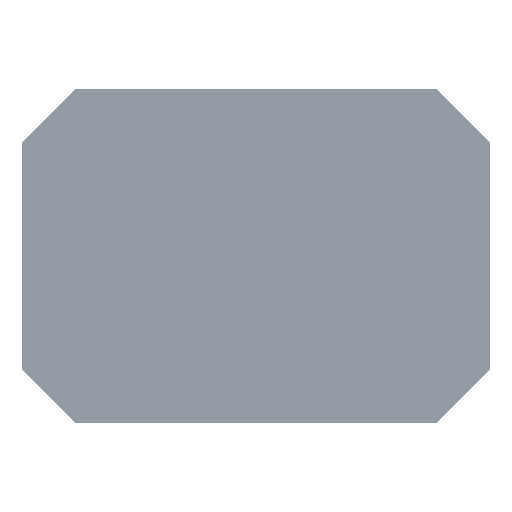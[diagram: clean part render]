
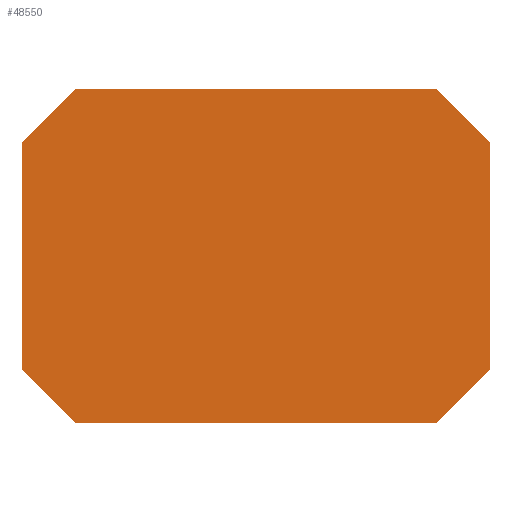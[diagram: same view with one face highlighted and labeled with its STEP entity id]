
A CAD part, front view. The second image highlights one B-rep face of the part: STEP entity #48550.
In plain terms, the highlighted planar face has unit normal (0, -1, 0).
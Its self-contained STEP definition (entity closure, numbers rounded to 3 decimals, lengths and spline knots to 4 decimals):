
#1534 = LINE ( 'NONE', #76957, #40716 ) ;
#1566 = VERTEX_POINT ( 'NONE', #33748 ) ;
#2607 = VERTEX_POINT ( 'NONE', #14966 ) ;
#9020 = ORIENTED_EDGE ( 'NONE', *, *, #13792, .F. ) ;
#12328 = VECTOR ( 'NONE', #89846, 39.3701 ) ;
#12772 = VECTOR ( 'NONE', #64312, 39.3701 ) ;
#13311 = CARTESIAN_POINT ( 'NONE',  ( -0.675, 0., -0.625 ) ) ;
#13792 = EDGE_CURVE ( 'NONE', #38681, #2607, #42355, .T. ) ;
#14498 = LINE ( 'NONE', #98246, #100803 ) ;
#14966 = CARTESIAN_POINT ( 'NONE',  ( 0.675, 0., 0.625 ) ) ;
#16337 = VECTOR ( 'NONE', #44571, 39.3701 ) ;
#17157 = CARTESIAN_POINT ( 'NONE',  ( 0.875, 0., -0.425 ) ) ;
#21518 = ORIENTED_EDGE ( 'NONE', *, *, #52887, .T. ) ;
#24572 = EDGE_CURVE ( 'NONE', #84749, #56754, #1534, .T. ) ;
#25831 = LINE ( 'NONE', #89529, #12772 ) ;
#26082 = PLANE ( 'NONE',  #77498 ) ;
#26933 = DIRECTION ( 'NONE',  ( 0., 0., -1. ) ) ;
#29167 = VECTOR ( 'NONE', #45126, 39.3701 ) ;
#29427 = CARTESIAN_POINT ( 'NONE',  ( 0.675, 0., -0.625 ) ) ;
#29889 = CARTESIAN_POINT ( 'NONE',  ( -0.875, 0., -0.625 ) ) ;
#30637 = VERTEX_POINT ( 'NONE', #29427 ) ;
#31907 = ORIENTED_EDGE ( 'NONE', *, *, #24572, .F. ) ;
#33748 = CARTESIAN_POINT ( 'NONE',  ( -0.875, 0., 0.425 ) ) ;
#38681 = VERTEX_POINT ( 'NONE', #59098 ) ;
#39465 = LINE ( 'NONE', #29889, #66888 ) ;
#40716 = VECTOR ( 'NONE', #26933, 39.3701 ) ;
#42355 = LINE ( 'NONE', #80789, #12328 ) ;
#44368 = LINE ( 'NONE', #91036, #86225 ) ;
#44571 = DIRECTION ( 'NONE',  ( 0., 0., 1. ) ) ;
#44953 = CARTESIAN_POINT ( 'NONE',  ( -0.875, 0., -0.625 ) ) ;
#45062 = LINE ( 'NONE', #44953, #16337 ) ;
#45126 = DIRECTION ( 'NONE',  ( -0.707, 0., -0.707 ) ) ;
#48550 = ADVANCED_FACE ( 'NONE', ( #86644 ), #26082, .F. ) ;
#52887 = EDGE_CURVE ( 'NONE', #30637, #56754, #44368, .T. ) ;
#56754 = VERTEX_POINT ( 'NONE', #17157 ) ;
#58487 = EDGE_CURVE ( 'NONE', #82198, #1566, #45062, .T. ) ;
#59098 = CARTESIAN_POINT ( 'NONE',  ( -0.675, 0., 0.625 ) ) ;
#59310 = DIRECTION ( 'NONE',  ( 0., 0., 1. ) ) ;
#62331 = EDGE_CURVE ( 'NONE', #82198, #107779, #14498, .T. ) ;
#62818 = ORIENTED_EDGE ( 'NONE', *, *, #62331, .T. ) ;
#64312 = DIRECTION ( 'NONE',  ( -0.707, 0., 0.707 ) ) ;
#66888 = VECTOR ( 'NONE', #72938, 39.3701 ) ;
#69976 = EDGE_LOOP ( 'NONE', ( #9020, #94947, #80435, #62818, #82624, #21518, #31907, #85455 ) ) ;
#70224 = CARTESIAN_POINT ( 'NONE',  ( -0.875, 0., -0.425 ) ) ;
#71430 = CARTESIAN_POINT ( 'NONE',  ( 0.875, 0., 0.425 ) ) ;
#72938 = DIRECTION ( 'NONE',  ( -1., 0., 0. ) ) ;
#76144 = CARTESIAN_POINT ( 'NONE',  ( 0., 0., 0. ) ) ;
#76957 = CARTESIAN_POINT ( 'NONE',  ( 0.875, 0., -0.625 ) ) ;
#77498 = AXIS2_PLACEMENT_3D ( 'NONE', #76144, #83444, #59310 ) ;
#80435 = ORIENTED_EDGE ( 'NONE', *, *, #58487, .F. ) ;
#80789 = CARTESIAN_POINT ( 'NONE',  ( -0.875, 0., 0.625 ) ) ;
#82198 = VERTEX_POINT ( 'NONE', #70224 ) ;
#82624 = ORIENTED_EDGE ( 'NONE', *, *, #107369, .F. ) ;
#83444 = DIRECTION ( 'NONE',  ( 0., 1., 0. ) ) ;
#84749 = VERTEX_POINT ( 'NONE', #71430 ) ;
#85455 = ORIENTED_EDGE ( 'NONE', *, *, #98063, .T. ) ;
#86055 = CARTESIAN_POINT ( 'NONE',  ( -0.675, 0., 0.625 ) ) ;
#86225 = VECTOR ( 'NONE', #108266, 39.3701 ) ;
#86644 = FACE_OUTER_BOUND ( 'NONE', #69976, .T. ) ;
#89529 = CARTESIAN_POINT ( 'NONE',  ( 0.875, 0., 0.425 ) ) ;
#89846 = DIRECTION ( 'NONE',  ( 1., 0., 0. ) ) ;
#91036 = CARTESIAN_POINT ( 'NONE',  ( 0.675, 0., -0.625 ) ) ;
#94947 = ORIENTED_EDGE ( 'NONE', *, *, #106351, .T. ) ;
#98063 = EDGE_CURVE ( 'NONE', #84749, #2607, #25831, .T. ) ;
#98246 = CARTESIAN_POINT ( 'NONE',  ( -0.875, 0., -0.425 ) ) ;
#98614 = DIRECTION ( 'NONE',  ( 0.707, 0., -0.707 ) ) ;
#100803 = VECTOR ( 'NONE', #98614, 39.3701 ) ;
#103774 = LINE ( 'NONE', #86055, #29167 ) ;
#106351 = EDGE_CURVE ( 'NONE', #38681, #1566, #103774, .T. ) ;
#107369 = EDGE_CURVE ( 'NONE', #30637, #107779, #39465, .T. ) ;
#107779 = VERTEX_POINT ( 'NONE', #13311 ) ;
#108266 = DIRECTION ( 'NONE',  ( 0.707, 0., 0.707 ) ) ;
